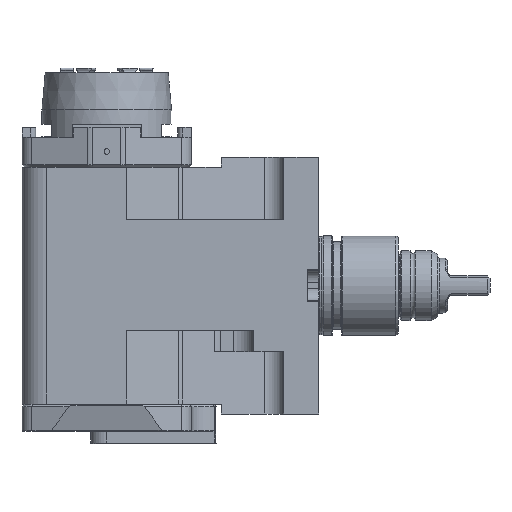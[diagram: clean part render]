
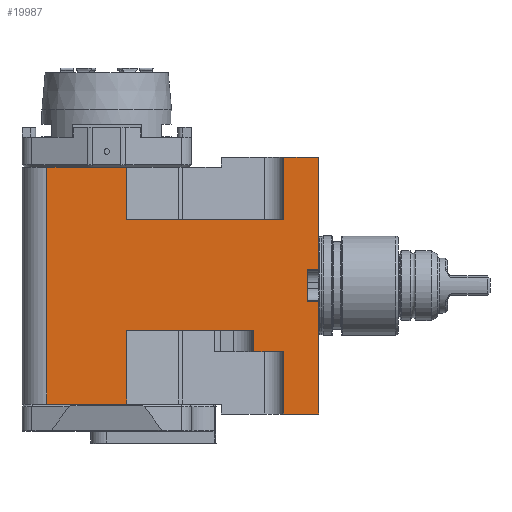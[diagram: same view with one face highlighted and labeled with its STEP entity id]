
A CAD part, left-side view. The second image highlights one B-rep face of the part: STEP entity #19987.
In plain terms, the highlighted planar face has unit normal (-1, 0, 0).
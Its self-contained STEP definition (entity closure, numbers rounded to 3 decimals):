
#147 = VERTEX_POINT ( 'NONE', #10341 ) ;
#341 = VERTEX_POINT ( 'NONE', #19162 ) ;
#411 = VERTEX_POINT ( 'NONE', #4223 ) ;
#528 = ORIENTED_EDGE ( 'NONE', *, *, #2285, .T. ) ;
#535 = VERTEX_POINT ( 'NONE', #581 ) ;
#579 = VERTEX_POINT ( 'NONE', #20642 ) ;
#581 = CARTESIAN_POINT ( 'NONE',  ( -39., -80.5, 6.5 ) ) ;
#615 = EDGE_CURVE ( 'NONE', #23223, #341, #27244, .T. ) ;
#941 = CARTESIAN_POINT ( 'NONE',  ( -39., -8., -47.5 ) ) ;
#1137 = VECTOR ( 'NONE', #14108, 1000. ) ;
#1189 = AXIS2_PLACEMENT_3D ( 'NONE', #15967, #18535, #5307 ) ;
#1342 = VECTOR ( 'NONE', #6168, 1000. ) ;
#1705 = DIRECTION ( 'NONE',  ( 0., -1., 0. ) ) ;
#1780 = CARTESIAN_POINT ( 'NONE',  ( -39., -8., -18. ) ) ;
#1935 = VECTOR ( 'NONE', #18652, 1000. ) ;
#2285 = EDGE_CURVE ( 'NONE', #535, #10023, #7915, .T. ) ;
#2543 = DIRECTION ( 'NONE',  ( 0., 0., 1. ) ) ;
#2684 = DIRECTION ( 'NONE',  ( 0., -1., 0. ) ) ;
#2946 = EDGE_CURVE ( 'NONE', #15014, #10023, #12758, .T. ) ;
#3142 = CARTESIAN_POINT ( 'NONE',  ( -39., -85., -51.5 ) ) ;
#3295 = DIRECTION ( 'NONE',  ( 0., -1., 0. ) ) ;
#3916 = DIRECTION ( 'NONE',  ( 0., -1., 0. ) ) ;
#3949 = CARTESIAN_POINT ( 'NONE',  ( -39., -71., -26.5 ) ) ;
#4223 = CARTESIAN_POINT ( 'NONE',  ( -39., -59., -26.5 ) ) ;
#4299 = CARTESIAN_POINT ( 'NONE',  ( -39., 34., -47.5 ) ) ;
#4342 = CARTESIAN_POINT ( 'NONE',  ( -39., -59., -18. ) ) ;
#4465 = DIRECTION ( 'NONE',  ( 0., 0., -1. ) ) ;
#4473 = CARTESIAN_POINT ( 'NONE',  ( -39., -59., -18. ) ) ;
#4483 = ORIENTED_EDGE ( 'NONE', *, *, #23765, .T. ) ;
#4492 = CARTESIAN_POINT ( 'NONE',  ( -39., -46., 47.5 ) ) ;
#4502 = VECTOR ( 'NONE', #4465, 1000. ) ;
#4650 = VERTEX_POINT ( 'NONE', #18786 ) ;
#5192 = ORIENTED_EDGE ( 'NONE', *, *, #8641, .T. ) ;
#5307 = DIRECTION ( 'NONE',  ( 0., 0., -1. ) ) ;
#5552 = EDGE_CURVE ( 'NONE', #24812, #411, #23598, .T. ) ;
#5773 = CARTESIAN_POINT ( 'NONE',  ( -39., -71., -26.5 ) ) ;
#5877 = EDGE_CURVE ( 'NONE', #18783, #22100, #17886, .T. ) ;
#5886 = DIRECTION ( 'NONE',  ( 0., 1., 0. ) ) ;
#6066 = LINE ( 'NONE', #16610, #9059 ) ;
#6168 = DIRECTION ( 'NONE',  ( 0., 0., -1. ) ) ;
#6208 = DIRECTION ( 'NONE',  ( 0., 0., 1. ) ) ;
#6269 = VERTEX_POINT ( 'NONE', #8775 ) ;
#6548 = ORIENTED_EDGE ( 'NONE', *, *, #19644, .F. ) ;
#7411 = PLANE ( 'NONE',  #1189 ) ;
#7915 = LINE ( 'NONE', #13981, #1137 ) ;
#7920 = ORIENTED_EDGE ( 'NONE', *, *, #19625, .F. ) ;
#8054 = CARTESIAN_POINT ( 'NONE',  ( -39., -46., 51.5 ) ) ;
#8096 = ORIENTED_EDGE ( 'NONE', *, *, #21379, .F. ) ;
#8184 = CARTESIAN_POINT ( 'NONE',  ( -39., -71., -51.5 ) ) ;
#8245 = VERTEX_POINT ( 'NONE', #3142 ) ;
#8641 = EDGE_CURVE ( 'NONE', #9589, #579, #25551, .T. ) ;
#8775 = CARTESIAN_POINT ( 'NONE',  ( -39., -8., 47.5 ) ) ;
#8815 = DIRECTION ( 'NONE',  ( 0., 0., -1. ) ) ;
#8948 = EDGE_CURVE ( 'NONE', #6269, #4650, #6066, .T. ) ;
#9059 = VECTOR ( 'NONE', #25614, 1000. ) ;
#9589 = VERTEX_POINT ( 'NONE', #22435 ) ;
#9781 = ORIENTED_EDGE ( 'NONE', *, *, #24772, .F. ) ;
#9868 = VECTOR ( 'NONE', #6208, 1000. ) ;
#10023 = VERTEX_POINT ( 'NONE', #10128 ) ;
#10128 = CARTESIAN_POINT ( 'NONE',  ( -39., -85., 6.5 ) ) ;
#10317 = LINE ( 'NONE', #12278, #27299 ) ;
#10324 = VECTOR ( 'NONE', #25458, 1000. ) ;
#10341 = CARTESIAN_POINT ( 'NONE',  ( -39., -71., -51.5 ) ) ;
#10665 = VECTOR ( 'NONE', #3295, 1000. ) ;
#10838 = CARTESIAN_POINT ( 'NONE',  ( -39., -8., -51.5 ) ) ;
#11058 = LINE ( 'NONE', #4299, #16443 ) ;
#11202 = ORIENTED_EDGE ( 'NONE', *, *, #20145, .F. ) ;
#11235 = ORIENTED_EDGE ( 'NONE', *, *, #8948, .F. ) ;
#11251 = LINE ( 'NONE', #10838, #20710 ) ;
#11811 = VECTOR ( 'NONE', #8815, 1000. ) ;
#12039 = ORIENTED_EDGE ( 'NONE', *, *, #16113, .T. ) ;
#12278 = CARTESIAN_POINT ( 'NONE',  ( -39., -71., 26.5 ) ) ;
#12324 = CARTESIAN_POINT ( 'NONE',  ( -39., -80.5, -6.5 ) ) ;
#12648 = LINE ( 'NONE', #3949, #19157 ) ;
#12758 = LINE ( 'NONE', #27826, #1342 ) ;
#13136 = EDGE_CURVE ( 'NONE', #8245, #147, #25519, .T. ) ;
#13981 = CARTESIAN_POINT ( 'NONE',  ( -39., -80.5, 6.5 ) ) ;
#14077 = VECTOR ( 'NONE', #3916, 1000. ) ;
#14108 = DIRECTION ( 'NONE',  ( 0., -1., 0. ) ) ;
#14615 = ORIENTED_EDGE ( 'NONE', *, *, #15969, .F. ) ;
#14776 = VECTOR ( 'NONE', #21977, 1000. ) ;
#15014 = VERTEX_POINT ( 'NONE', #25477 ) ;
#15021 = CARTESIAN_POINT ( 'NONE',  ( -39., 24., -47.5 ) ) ;
#15278 = CARTESIAN_POINT ( 'NONE',  ( -39., -71., 51.5 ) ) ;
#15693 = ORIENTED_EDGE ( 'NONE', *, *, #2946, .F. ) ;
#15709 = VECTOR ( 'NONE', #5886, 1000. ) ;
#15967 = CARTESIAN_POINT ( 'NONE',  ( -39., 0., 0. ) ) ;
#15969 = EDGE_CURVE ( 'NONE', #535, #23223, #17463, .T. ) ;
#16113 = EDGE_CURVE ( 'NONE', #411, #16121, #12648, .T. ) ;
#16121 = VERTEX_POINT ( 'NONE', #5773 ) ;
#16443 = VECTOR ( 'NONE', #25962, 1000. ) ;
#16556 = LINE ( 'NONE', #25128, #15709 ) ;
#16610 = CARTESIAN_POINT ( 'NONE',  ( -39., -8., 51.5 ) ) ;
#17168 = EDGE_LOOP ( 'NONE', ( #12039, #7920, #18468, #6548, #20969, #14615, #528, #15693, #19087, #5192, #8096, #11235, #9781, #23098, #11202, #4483, #26111, #25739 ) ) ;
#17463 = LINE ( 'NONE', #19713, #22731 ) ;
#17470 = CARTESIAN_POINT ( 'NONE',  ( -39., 24., -47.5 ) ) ;
#17630 = VERTEX_POINT ( 'NONE', #1780 ) ;
#17886 = LINE ( 'NONE', #17470, #14776 ) ;
#18468 = ORIENTED_EDGE ( 'NONE', *, *, #13136, .F. ) ;
#18535 = DIRECTION ( 'NONE',  ( 1., 0., 0. ) ) ;
#18652 = DIRECTION ( 'NONE',  ( 0., 1., 0. ) ) ;
#18783 = VERTEX_POINT ( 'NONE', #20160 ) ;
#18786 = CARTESIAN_POINT ( 'NONE',  ( -39., -8., 26.5 ) ) ;
#18880 = LINE ( 'NONE', #8184, #9868 ) ;
#19014 = LINE ( 'NONE', #20958, #10324 ) ;
#19087 = ORIENTED_EDGE ( 'NONE', *, *, #26462, .F. ) ;
#19157 = VECTOR ( 'NONE', #1705, 1000. ) ;
#19162 = CARTESIAN_POINT ( 'NONE',  ( -39., -85., -6.5 ) ) ;
#19445 = EDGE_CURVE ( 'NONE', #24812, #17630, #16556, .T. ) ;
#19625 = EDGE_CURVE ( 'NONE', #147, #16121, #18880, .T. ) ;
#19644 = EDGE_CURVE ( 'NONE', #341, #8245, #19014, .T. ) ;
#19713 = CARTESIAN_POINT ( 'NONE',  ( -39., -80.5, 6.5 ) ) ;
#19987 = ADVANCED_FACE ( 'Defeature completata1_179', ( #26689 ), #7411, .F. ) ;
#20145 = EDGE_CURVE ( 'NONE', #27407, #22100, #11058, .T. ) ;
#20160 = CARTESIAN_POINT ( 'NONE',  ( -39., 24., 47.5 ) ) ;
#20642 = CARTESIAN_POINT ( 'NONE',  ( -39., -71., 26.5 ) ) ;
#20710 = VECTOR ( 'NONE', #2543, 1000. ) ;
#20958 = CARTESIAN_POINT ( 'NONE',  ( -39., -85., 0. ) ) ;
#20969 = ORIENTED_EDGE ( 'NONE', *, *, #615, .F. ) ;
#21153 = DIRECTION ( 'NONE',  ( 0., -1., 0. ) ) ;
#21379 = EDGE_CURVE ( 'NONE', #4650, #579, #10317, .T. ) ;
#21790 = LINE ( 'NONE', #4492, #23721 ) ;
#21977 = DIRECTION ( 'NONE',  ( 0., 0., -1. ) ) ;
#22071 = CARTESIAN_POINT ( 'NONE',  ( -39., -80.5, -6.5 ) ) ;
#22100 = VERTEX_POINT ( 'NONE', #15021 ) ;
#22435 = CARTESIAN_POINT ( 'NONE',  ( -39., -71., 51.5 ) ) ;
#22731 = VECTOR ( 'NONE', #24064, 1000. ) ;
#22817 = LINE ( 'NONE', #8054, #10665 ) ;
#23098 = ORIENTED_EDGE ( 'NONE', *, *, #5877, .T. ) ;
#23223 = VERTEX_POINT ( 'NONE', #22071 ) ;
#23598 = LINE ( 'NONE', #4473, #11811 ) ;
#23721 = VECTOR ( 'NONE', #2684, 1000. ) ;
#23765 = EDGE_CURVE ( 'NONE', #27407, #17630, #11251, .T. ) ;
#24064 = DIRECTION ( 'NONE',  ( 0., 0., -1. ) ) ;
#24772 = EDGE_CURVE ( 'NONE', #18783, #6269, #21790, .T. ) ;
#24812 = VERTEX_POINT ( 'NONE', #4342 ) ;
#25128 = CARTESIAN_POINT ( 'NONE',  ( -39., -8., -18. ) ) ;
#25458 = DIRECTION ( 'NONE',  ( 0., 0., -1. ) ) ;
#25477 = CARTESIAN_POINT ( 'NONE',  ( -39., -85., 51.5 ) ) ;
#25519 = LINE ( 'NONE', #27638, #1935 ) ;
#25551 = LINE ( 'NONE', #15278, #4502 ) ;
#25614 = DIRECTION ( 'NONE',  ( 0., 0., -1. ) ) ;
#25739 = ORIENTED_EDGE ( 'NONE', *, *, #5552, .T. ) ;
#25962 = DIRECTION ( 'NONE',  ( 0., 1., 0. ) ) ;
#26111 = ORIENTED_EDGE ( 'NONE', *, *, #19445, .F. ) ;
#26462 = EDGE_CURVE ( 'NONE', #9589, #15014, #22817, .T. ) ;
#26689 = FACE_OUTER_BOUND ( 'NONE', #17168, .T. ) ;
#27244 = LINE ( 'NONE', #12324, #14077 ) ;
#27299 = VECTOR ( 'NONE', #21153, 1000. ) ;
#27407 = VERTEX_POINT ( 'NONE', #941 ) ;
#27638 = CARTESIAN_POINT ( 'NONE',  ( -39., -46., -51.5 ) ) ;
#27826 = CARTESIAN_POINT ( 'NONE',  ( -39., -85., 0. ) ) ;
